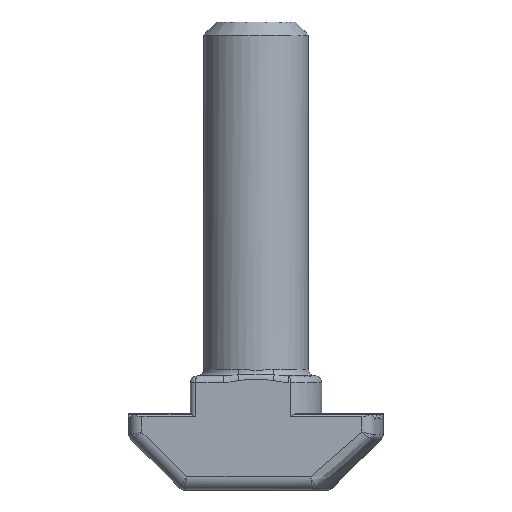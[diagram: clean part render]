
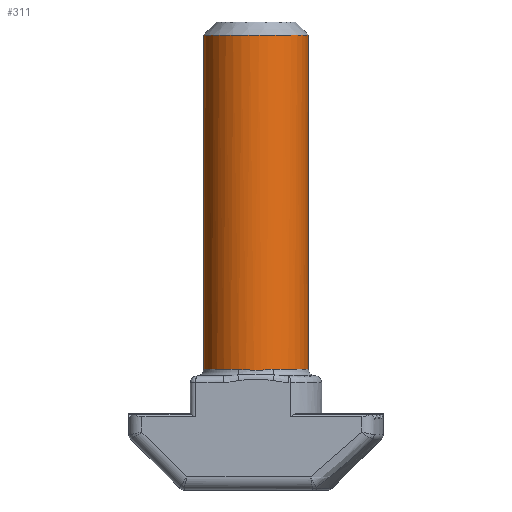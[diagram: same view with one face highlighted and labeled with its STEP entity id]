
A CAD part, front view. The second image highlights one B-rep face of the part: STEP entity #311.
In plain terms, the highlighted cylindrical face has radius 4 mm (diameter 8 mm), a full revolution.
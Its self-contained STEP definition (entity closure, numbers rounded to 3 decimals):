
#209=CARTESIAN_POINT('',(4.0,0.,34.7));
#210=VERTEX_POINT('',#209);
#211=CARTESIAN_POINT('',(0.0,0.0,34.7));
#212=DIRECTION('',(0.0,0.0,1.0));
#213=DIRECTION('',(-1.0,0.0,0.0));
#214=AXIS2_PLACEMENT_3D('',#211,#212,#213);
#215=CIRCLE('',#214,4.0);
#216=EDGE_CURVE('',#210,#210,#215,.T.);
#247=CARTESIAN_POINT('',(0.0,0.0,30.7));
#248=DIRECTION('',(0.0,0.0,1.0));
#249=DIRECTION('',(-1.0,0.0,0.0));
#250=AXIS2_PLACEMENT_3D('',#247,#248,#249);
#251=CYLINDRICAL_SURFACE('',#250,4.0);
#252=CARTESIAN_POINT('',(-1.315,3.778,9.2));
#253=VERTEX_POINT('',#252);
#254=CARTESIAN_POINT('',(-1.315,-3.778,9.2));
#255=VERTEX_POINT('',#254);
#256=CARTESIAN_POINT('',(0.0,0.0,9.2));
#257=DIRECTION('',(0.0,0.0,1.0));
#258=DIRECTION('',(1.0,0.0,0.0));
#259=AXIS2_PLACEMENT_3D('',#256,#257,#258);
#260=CIRCLE('',#259,4.0);
#261=EDGE_CURVE('',#253,#255,#260,.T.);
#262=ORIENTED_EDGE('',*,*,#261,.T.);
#263=CARTESIAN_POINT('',(1.315,-3.778,9.2));
#264=VERTEX_POINT('',#263);
#265=CARTESIAN_POINT('',(-1.315,-3.778,9.2));
#266=CARTESIAN_POINT('',(-1.101,-3.852,9.2));
#267=CARTESIAN_POINT('',(-0.886,-3.907,9.18));
#268=CARTESIAN_POINT('',(-0.667,-3.944,9.164));
#269=CARTESIAN_POINT('',(-0.447,-3.981,9.147));
#270=CARTESIAN_POINT('',(-0.222,-4.,9.133));
#271=CARTESIAN_POINT('',(0.002,-4.,9.133));
#272=CARTESIAN_POINT('',(0.226,-4.,9.133));
#273=CARTESIAN_POINT('',(0.447,-3.981,9.147));
#274=CARTESIAN_POINT('',(0.666,-3.944,9.164));
#275=CARTESIAN_POINT('',(0.885,-3.907,9.18));
#276=CARTESIAN_POINT('',(1.102,-3.852,9.2));
#277=CARTESIAN_POINT('',(1.315,-3.778,9.2));
#278=B_SPLINE_CURVE_WITH_KNOTS('',3,(#265,#266,#267,#268,#269,#270,#271,#272,#273,#274,#275,#276,#277),.UNSPECIFIED.,.F.,.U.,(4,3,3,3,4),(0.0,0.001,0.001,0.002,0.003),.UNSPECIFIED.);
#279=EDGE_CURVE('',#255,#264,#278,.T.);
#280=ORIENTED_EDGE('',*,*,#279,.T.);
#281=CARTESIAN_POINT('',(1.315,3.778,9.2));
#282=VERTEX_POINT('',#281);
#283=CARTESIAN_POINT('',(0.0,0.0,9.2));
#284=DIRECTION('',(0.0,0.0,1.0));
#285=DIRECTION('',(1.0,0.0,0.0));
#286=AXIS2_PLACEMENT_3D('',#283,#284,#285);
#287=CIRCLE('',#286,4.0);
#288=EDGE_CURVE('',#264,#282,#287,.T.);
#289=ORIENTED_EDGE('',*,*,#288,.T.);
#290=CARTESIAN_POINT('',(1.315,3.778,9.2));
#291=CARTESIAN_POINT('',(1.101,3.852,9.2));
#292=CARTESIAN_POINT('',(0.886,3.907,9.18));
#293=CARTESIAN_POINT('',(0.667,3.944,9.164));
#294=CARTESIAN_POINT('',(0.447,3.981,9.147));
#295=CARTESIAN_POINT('',(0.222,4.,9.133));
#296=CARTESIAN_POINT('',(-0.002,4.,9.133));
#297=CARTESIAN_POINT('',(-0.226,4.,9.133));
#298=CARTESIAN_POINT('',(-0.447,3.981,9.147));
#299=CARTESIAN_POINT('',(-0.666,3.944,9.164));
#300=CARTESIAN_POINT('',(-0.885,3.907,9.18));
#301=CARTESIAN_POINT('',(-1.102,3.852,9.2));
#302=CARTESIAN_POINT('',(-1.315,3.778,9.2));
#303=B_SPLINE_CURVE_WITH_KNOTS('',3,(#290,#291,#292,#293,#294,#295,#296,#297,#298,#299,#300,#301,#302),.UNSPECIFIED.,.F.,.U.,(4,3,3,3,4),(0.0,0.001,0.001,0.002,0.003),.UNSPECIFIED.);
#304=EDGE_CURVE('',#282,#253,#303,.T.);
#305=ORIENTED_EDGE('',*,*,#304,.T.);
#306=EDGE_LOOP('',(#262,#280,#289,#305));
#307=FACE_OUTER_BOUND('',#306,.T.);
#308=ORIENTED_EDGE('',*,*,#216,.F.);
#309=EDGE_LOOP('',(#308));
#310=FACE_BOUND('',#309,.T.);
#311=ADVANCED_FACE('',(#307,#310),#251,.T.);
